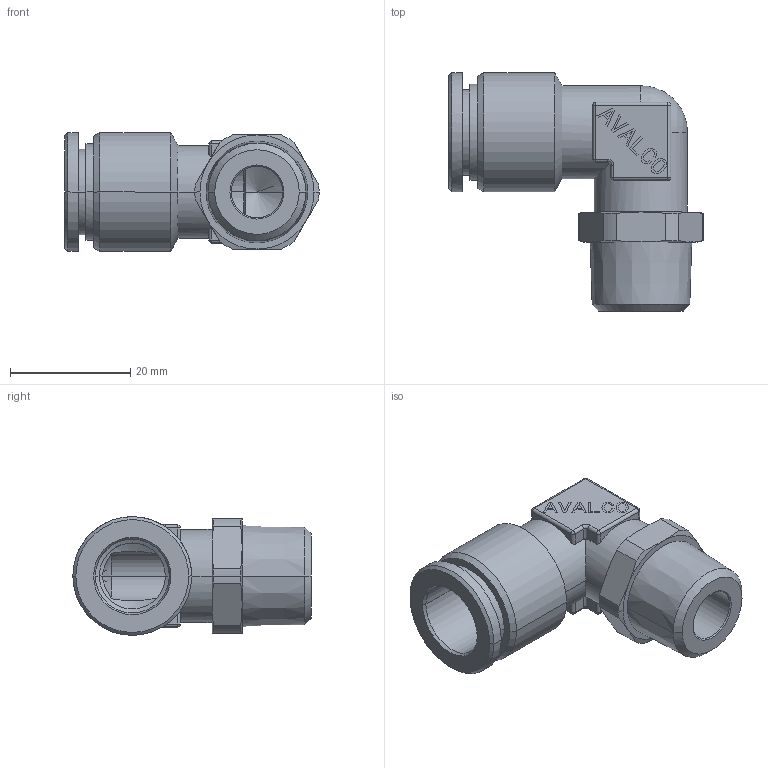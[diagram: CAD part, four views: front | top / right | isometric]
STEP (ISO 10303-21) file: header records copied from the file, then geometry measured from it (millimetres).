
FILE_DESCRIPTION(('CATIA V5 STEP Exchange'),'2;1');
FILE_NAME('PR505B-12R38.stp','2018-04-14T14:54:58+00:00',('none'),('none'),'CATIA Version 5 Release 21 GA (IN-10)','CATIA V5 STEP AP203','none');
FILE_SCHEMA(('CONFIG_CONTROL_DESIGN'));
Length unit declared in the file: millimetre
Products named in the file (1): PR505B-12R38
Bounding box: 42.35 x 39.7 x 19.8 mm (x, y, z)
Volume: 9393.4 mm3; surface area: 6270.6 mm2
Topology: 1 solids, 1 shells, 351 faces, 908 edges, 578 vertices
Faces by surface type: plane 251, cylinder 50, cone 36, sphere 12, torus 2
Entity records: 10697 total; most frequent: CARTESIAN_POINT 2467, ORIENTED_EDGE 1808, DIRECTION 1442, EDGE_CURVE 904, VECTOR 729, LINE 729, VERTEX_POINT 578, AXIS2_PLACEMENT_3D 405
